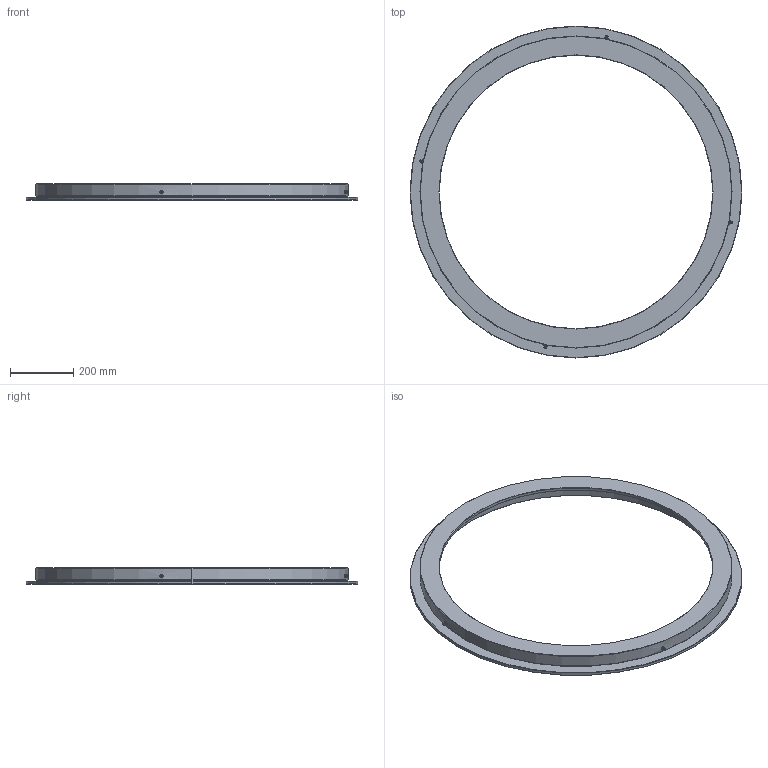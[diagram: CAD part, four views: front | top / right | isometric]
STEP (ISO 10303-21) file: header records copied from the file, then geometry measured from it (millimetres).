
FILE_DESCRIPTION (( 'STEP AP214' ), '1' );
FILE_NAME ('Z.1050.16.STEP', '2016-02-18T15:22:56', ( '' ), ( '' ), 'SwSTEP 2.0', 'SolidWorks 2015', '' );
FILE_SCHEMA (( 'AUTOMOTIVE_DESIGN' ));
Length unit declared in the file: millimetre
Products named in the file (5): Grease nipple M10x1mm; Z.1050.16 - OR; Z.1050.16; Z.1050.16 - IR; Ball D16
Assembly tree (174 placements, depth 2):
  Z.1050.16
    Z.1050.16 - IR
    Z.1050.16 - OR
    Ball D16  x168
    Grease nipple M10x1mm  x4
Bounding box: 1050 x 1050 x 52 mm (x, y, z)
Volume: 6249571 mm3; surface area: 1388356.9 mm2
Topology: 174 solids, 174 shells, 555 faces, 1663 edges, 1126 vertices
Faces by surface type: sphere 336, cone 80, torus 53, plane 46, cylinder 40
Entity records: 5534 total; most frequent: CARTESIAN_POINT 1379, DIRECTION 942, ORIENTED_EDGE 546, AXIS2_PLACEMENT_3D 445, EDGE_CURVE 273, PRODUCT_DEFINITION_SHAPE 179, CONTEXT_DEPENDENT_SHAPE_REPRESENTATION 174, ITEM_DEFINED_TRANSFORMATION 174
